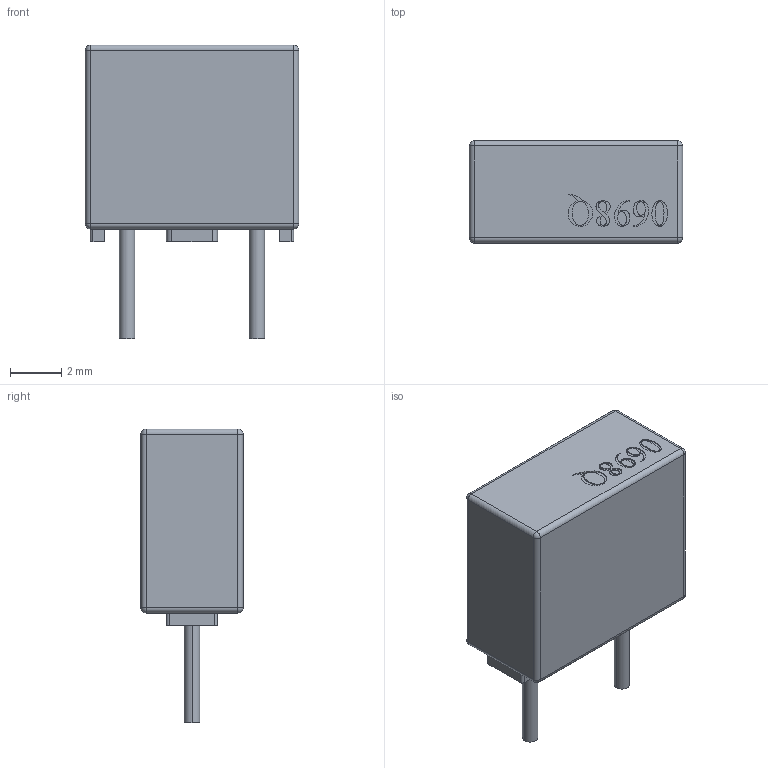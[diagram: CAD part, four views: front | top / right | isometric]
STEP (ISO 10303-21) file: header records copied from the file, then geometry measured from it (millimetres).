
FILE_DESCRIPTION (( 'STEP AP214' ), '1' );
FILE_NAME ('User Library-0698Q.STEP', '2021-12-28T09:21:51', ( '' ), ( '' ), 'SwSTEP 2.0', 'SolidWorks 2021', '' );
FILE_SCHEMA (( 'AUTOMOTIVE_DESIGN' ));
Length unit declared in the file: millimetre
Products named in the file (1): User Library-0698Q
Bounding box: 8.35 x 4 x 11.5 mm (x, y, z)
Volume: 244.3 mm3; surface area: 267.6 mm2
Topology: 1 solids, 1 shells, 334 faces, 881 edges, 570 vertices
Faces by surface type: bspline 213, plane 86, cylinder 27, sphere 8
Entity records: 19713 total; most frequent: CARTESIAN_POINT 12187, ORIENTED_EDGE 1746, EDGE_CURVE 873, DIRECTION 741, VERTEX_POINT 570, B_SPLINE_CURVE_WITH_KNOTS 430, VECTOR 389, LINE 389
